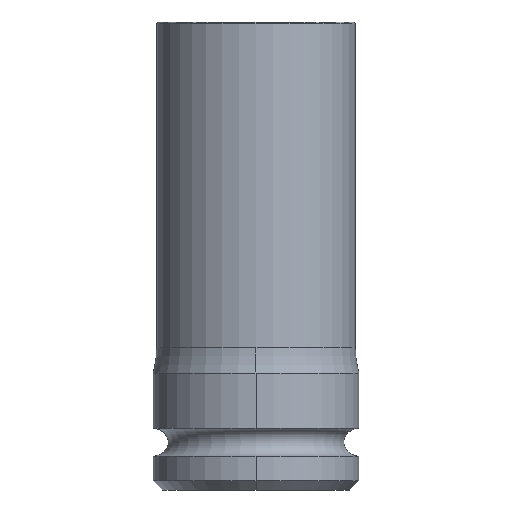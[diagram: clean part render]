
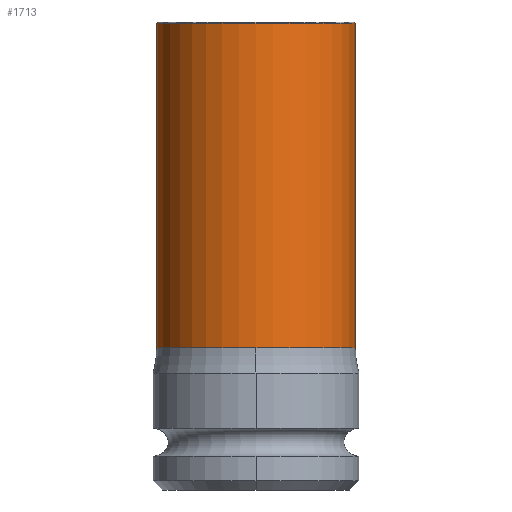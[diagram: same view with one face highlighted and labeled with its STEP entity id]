
A CAD part, left-side view. The second image highlights one B-rep face of the part: STEP entity #1713.
In plain terms, the highlighted cylindrical face has radius 21.25 mm (diameter 42.5 mm), a partial arc.
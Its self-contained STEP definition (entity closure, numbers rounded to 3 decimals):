
#323=DIRECTION('',(0.,0.,1.));
#324=VECTOR('',#323,69.274);
#325=CARTESIAN_POINT('',(0.,21.25,30.426));
#326=LINE('',#325,#324);
#327=DIRECTION('',(0.,0.,1.));
#328=VECTOR('',#327,69.274);
#329=CARTESIAN_POINT('',(0.,-21.25,30.426));
#330=LINE('',#329,#328);
#725=CARTESIAN_POINT('',(0.,0.,99.7));
#726=DIRECTION('',(0.,0.,1.));
#727=DIRECTION('',(0.,1.,0.));
#728=AXIS2_PLACEMENT_3D('',#725,#726,#727);
#730=CARTESIAN_POINT('',(0.,0.,30.426));
#731=DIRECTION('',(0.,0.,1.));
#732=DIRECTION('',(-1.,0.,0.));
#733=AXIS2_PLACEMENT_3D('',#730,#731,#732);
#735=CARTESIAN_POINT('',(0.,0.,30.426));
#736=DIRECTION('',(0.,0.,1.));
#737=DIRECTION('',(0.,1.,0.));
#738=AXIS2_PLACEMENT_3D('',#735,#736,#737);
#843=CARTESIAN_POINT('',(0.,21.25,30.426));
#844=CARTESIAN_POINT('',(-21.25,0.,30.426));
#845=VERTEX_POINT('',#843);
#846=VERTEX_POINT('',#844);
#847=CARTESIAN_POINT('',(0.,-21.25,30.426));
#848=VERTEX_POINT('',#847);
#878=CARTESIAN_POINT('',(0.,-21.25,99.7));
#879=CARTESIAN_POINT('',(0.,21.25,99.7));
#880=VERTEX_POINT('',#878);
#881=VERTEX_POINT('',#879);
#1700=CARTESIAN_POINT('',(0.,0.,21.25));
#1701=DIRECTION('',(0.,0.,1.));
#1702=DIRECTION('',(0.,1.,0.));
#1703=AXIS2_PLACEMENT_3D('',#1700,#1701,#1702);
#1704=CYLINDRICAL_SURFACE('',#1703,21.25);
#1705=ORIENTED_EDGE('',*,*,#1694,.T.);
#1706=ORIENTED_EDGE('',*,*,#1176,.F.);
#1707=ORIENTED_EDGE('',*,*,#1161,.F.);
#1709=ORIENTED_EDGE('',*,*,#1708,.F.);
#1710=ORIENTED_EDGE('',*,*,#1173,.T.);
#1711=EDGE_LOOP('',(#1705,#1706,#1707,#1709,#1710));
#1712=FACE_OUTER_BOUND('',#1711,.F.);
#1713=ADVANCED_FACE('',(#1712),#1704,.T.);
#729=CIRCLE('',#728,21.25);
#734=CIRCLE('',#733,21.25);
#739=CIRCLE('',#738,21.25);
#1161=EDGE_CURVE('',#846,#848,#734,.T.);
#1173=EDGE_CURVE('',#845,#881,#326,.T.);
#1176=EDGE_CURVE('',#848,#880,#330,.T.);
#1694=EDGE_CURVE('',#881,#880,#729,.T.);
#1708=EDGE_CURVE('',#845,#846,#739,.T.);
